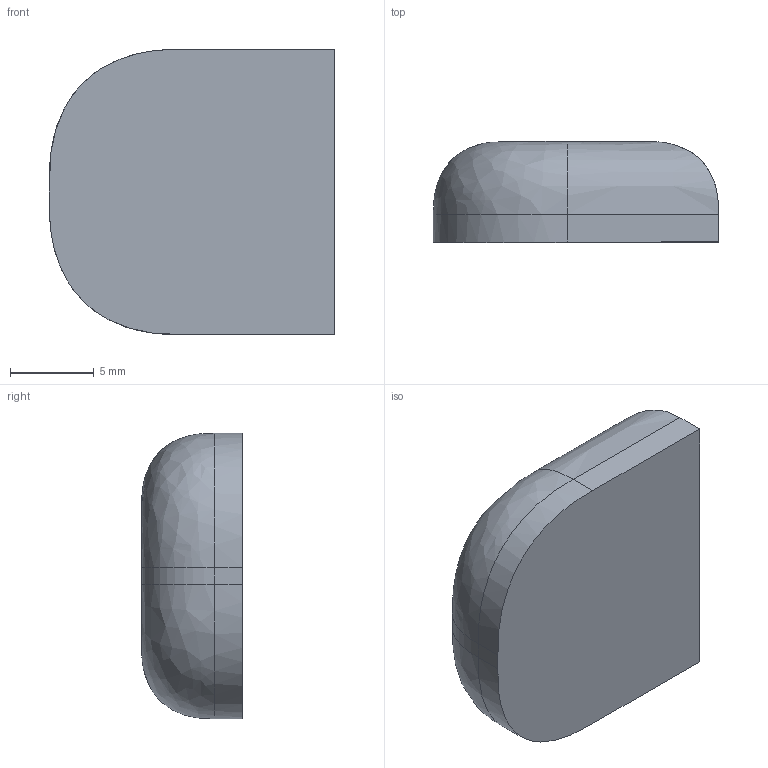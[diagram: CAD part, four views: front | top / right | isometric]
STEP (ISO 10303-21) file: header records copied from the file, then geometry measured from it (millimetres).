
FILE_DESCRIPTION(/* description */ ('STEP AP242','CAx-IF Rec.Pracs.---Representation and Presentation of Product Manufacturing Information (PMI)---4.0---2014-10-13','CAx-IF Rec.Pracs.---3D Tessellated Geometry---0.4---2014-09-14','2;1'),/* implementation_level */ '2;1');
FILE_NAME(/* name */ '65d19816c6b9344a8c9a0470',/* time_stamp */ '2024-02-18T05:39:34Z',/* author */ (''),/* organization */ (''),/* preprocessor_version */ 'ST-DEVELOPER v19.4',/* originating_system */ ' ',/* authorisation */ ' ');
FILE_SCHEMA (('AP242_MANAGED_MODEL_BASED_3D_ENGINEERING_MIM_LF { 1 0 10303 442 1 1 4 }'));
Length unit declared in the file: metre
Products named in the file (1): button face right2
Bounding box: 17 x 6.01 x 17 mm (x, y, z)
Volume: 1435.1 mm3; surface area: 800.5 mm2
Topology: 1 solids, 1 shells, 14 faces, 30 edges, 18 vertices
Faces by surface type: bspline 8, plane 6
Entity records: 1800 total; most frequent: CARTESIAN_POINT 1539, ORIENTED_EDGE 60, EDGE_CURVE 30, DIRECTION 24, B_SPLINE_CURVE_WITH_KNOTS 20, VERTEX_POINT 18, EDGE_LOOP 14, FACE_BOUND 14
